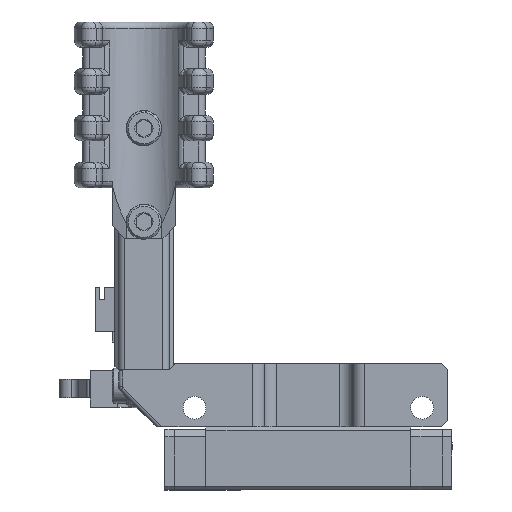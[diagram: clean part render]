
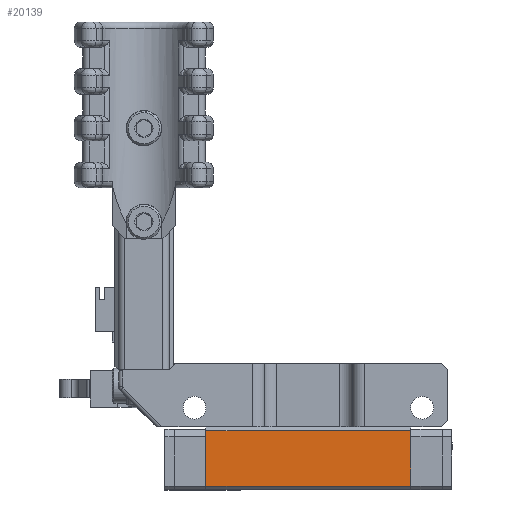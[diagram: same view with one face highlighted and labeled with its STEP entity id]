
A CAD part, front view. The second image highlights one B-rep face of the part: STEP entity #20139.
In plain terms, the highlighted face is planar.
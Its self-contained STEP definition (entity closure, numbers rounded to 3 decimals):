
#2123=PLANE('',#21578);
#2942=FACE_OUTER_BOUND('',#4159,.T.);
#4159=EDGE_LOOP('',(#15485,#15486,#15487,#15488));
#5463=LINE('',#32855,#7054);
#5465=LINE('',#32859,#7056);
#5466=LINE('',#32861,#7057);
#5467=LINE('',#32862,#7058);
#7054=VECTOR('',#24527,1000.);
#7056=VECTOR('',#24531,1000.);
#7057=VECTOR('',#24532,1000.);
#7058=VECTOR('',#24533,1000.);
#9281=VERTEX_POINT('',#32852);
#9282=VERTEX_POINT('',#32854);
#9283=VERTEX_POINT('',#32858);
#9284=VERTEX_POINT('',#32860);
#11569=EDGE_CURVE('',#9282,#9281,#5463,.T.);
#11571=EDGE_CURVE('',#9281,#9283,#5465,.T.);
#11572=EDGE_CURVE('',#9284,#9283,#5466,.T.);
#11573=EDGE_CURVE('',#9282,#9284,#5467,.T.);
#15485=ORIENTED_EDGE('',*,*,#11571,.T.);
#15486=ORIENTED_EDGE('',*,*,#11572,.F.);
#15487=ORIENTED_EDGE('',*,*,#11573,.F.);
#15488=ORIENTED_EDGE('',*,*,#11569,.T.);
#20139=ADVANCED_FACE('',(#2942),#2123,.F.);
#21578=AXIS2_PLACEMENT_3D('',#32857,#24529,#24530);
#24527=DIRECTION('',(0.,0.,-1.));
#24529=DIRECTION('center_axis',(1.,0.,0.));
#24530=DIRECTION('ref_axis',(0.,0.,-1.));
#24531=DIRECTION('',(0.,-1.,0.));
#24532=DIRECTION('',(0.,0.,-1.));
#24533=DIRECTION('',(0.,-1.,0.));
#32852=CARTESIAN_POINT('',(-13.5,6.9,-16.2));
#32854=CARTESIAN_POINT('',(-13.5,6.9,16.2));
#32855=CARTESIAN_POINT('',(-13.5,6.9,16.2));
#32857=CARTESIAN_POINT('Origin',(-13.5,6.9,16.2));
#32858=CARTESIAN_POINT('',(-13.5,-1.9,-16.2));
#32859=CARTESIAN_POINT('',(-13.5,6.9,-16.2));
#32860=CARTESIAN_POINT('',(-13.5,-1.9,16.2));
#32861=CARTESIAN_POINT('',(-13.5,-1.9,16.2));
#32862=CARTESIAN_POINT('',(-13.5,6.9,16.2));
